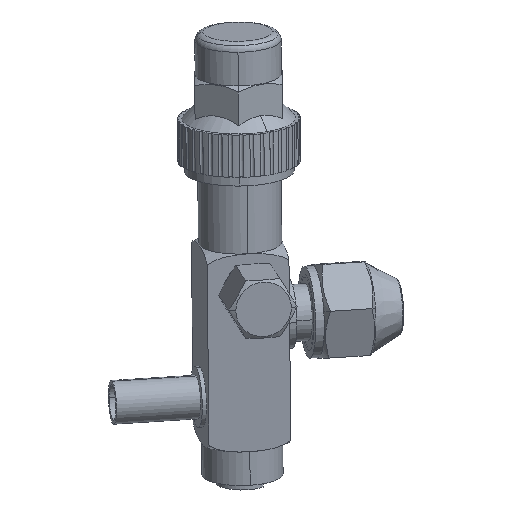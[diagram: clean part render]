
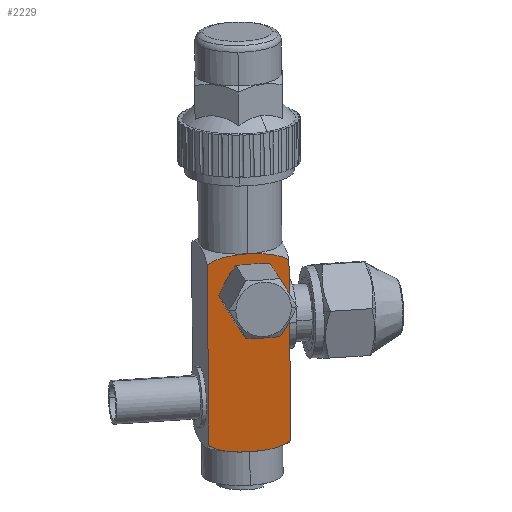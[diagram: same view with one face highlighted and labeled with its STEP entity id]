
A CAD part, left-side view. The second image highlights one B-rep face of the part: STEP entity #2229.
In plain terms, the highlighted face is planar.
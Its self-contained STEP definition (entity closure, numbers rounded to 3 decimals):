
#47=CARTESIAN_POINT('',(-9.5,2.,9.5));
#48=CARTESIAN_POINT('',(-9.5,1.685,8.96));
#49=CARTESIAN_POINT('',(-9.5,1.158,7.846));
#50=CARTESIAN_POINT('',(-9.5,0.616,6.108));
#51=CARTESIAN_POINT('',(-9.5,0.276,4.342));
#52=CARTESIAN_POINT('',(-9.5,0.09,2.578));
#53=CARTESIAN_POINT('',(-9.5,0.01,0.82));
#54=CARTESIAN_POINT('',(-9.5,0.012,-0.934));
#55=CARTESIAN_POINT('',(-9.5,0.095,-2.68));
#56=CARTESIAN_POINT('',(-9.5,0.285,-4.424));
#57=CARTESIAN_POINT('',(-9.5,0.625,-6.165));
#58=CARTESIAN_POINT('',(-9.5,1.161,-7.876));
#59=CARTESIAN_POINT('',(-9.5,1.677,-8.969));
#60=CARTESIAN_POINT('',(-9.5,1.984,-9.5));
#112=DIRECTION('',(0.,-1.,0.));
#113=VECTOR('',#112,43.);
#114=CARTESIAN_POINT('',(-9.5,45.,9.5));
#115=LINE('',#114,#113);
#184=CARTESIAN_POINT('',(-9.5,45.,-9.5));
#185=CARTESIAN_POINT('',(-9.5,45.28,-9.023));
#186=CARTESIAN_POINT('',(-9.5,45.762,-8.039));
#187=CARTESIAN_POINT('',(-9.5,46.29,-6.482));
#188=CARTESIAN_POINT('',(-9.5,46.646,-4.88));
#189=CARTESIAN_POINT('',(-9.5,46.863,-3.264));
#190=CARTESIAN_POINT('',(-9.5,46.977,-1.637));
#191=CARTESIAN_POINT('',(-9.5,47.,-0.547));
#192=CARTESIAN_POINT('',(-9.5,47.,0.));
#204=DIRECTION('',(0.,-1.,0.));
#205=VECTOR('',#204,43.016);
#206=CARTESIAN_POINT('',(-9.5,45.,-9.5));
#207=LINE('',#206,#205);
#208=CARTESIAN_POINT('',(-9.5,39.,0.));
#209=DIRECTION('',(1.,0.,0.));
#210=DIRECTION('',(0.,0.,1.));
#211=AXIS2_PLACEMENT_3D('',#208,#209,#210);
#213=CARTESIAN_POINT('',(-9.5,39.,0.));
#214=DIRECTION('',(1.,0.,0.));
#215=DIRECTION('',(0.,0.,-1.));
#216=AXIS2_PLACEMENT_3D('',#213,#214,#215);
#228=CARTESIAN_POINT('',(-9.5,47.,0.));
#229=CARTESIAN_POINT('',(-9.5,47.,0.546));
#230=CARTESIAN_POINT('',(-9.5,46.977,1.636));
#231=CARTESIAN_POINT('',(-9.5,46.863,3.263));
#232=CARTESIAN_POINT('',(-9.5,46.646,4.878));
#233=CARTESIAN_POINT('',(-9.5,46.29,6.481));
#234=CARTESIAN_POINT('',(-9.5,45.763,8.037));
#235=CARTESIAN_POINT('',(-9.5,45.28,9.023));
#236=CARTESIAN_POINT('',(-9.5,45.,9.5));
#1614=VERTEX_POINT('',#228);
#1615=VERTEX_POINT('',#236);
#1616=VERTEX_POINT('',#184);
#1617=CARTESIAN_POINT('',(-9.5,1.984,-9.5));
#1618=VERTEX_POINT('',#1617);
#1619=CARTESIAN_POINT('',(-9.5,2.,9.5));
#1620=VERTEX_POINT('',#1619);
#1911=CARTESIAN_POINT('',(-9.5,39.,-5.5));
#1913=VERTEX_POINT('',#1911);
#1915=CARTESIAN_POINT('',(-9.5,39.,5.5));
#1917=VERTEX_POINT('',#1915);
#2209=CARTESIAN_POINT('',(-9.5,0.,-9.5));
#2210=DIRECTION('',(-1.,0.,0.));
#2211=DIRECTION('',(0.,0.,1.));
#2212=AXIS2_PLACEMENT_3D('',#2209,#2210,#2211);
#2213=PLANE('',#2212);
#2215=ORIENTED_EDGE('',*,*,#2214,.T.);
#2216=ORIENTED_EDGE('',*,*,#2097,.T.);
#2217=ORIENTED_EDGE('',*,*,#2035,.T.);
#2219=ORIENTED_EDGE('',*,*,#2218,.F.);
#2220=ORIENTED_EDGE('',*,*,#2202,.T.);
#2221=EDGE_LOOP('',(#2215,#2216,#2217,#2219,#2220));
#2222=FACE_OUTER_BOUND('',#2221,.F.);
#2224=ORIENTED_EDGE('',*,*,#2223,.F.);
#2226=ORIENTED_EDGE('',*,*,#2225,.F.);
#2227=EDGE_LOOP('',(#2224,#2226));
#2228=FACE_BOUND('',#2227,.F.);
#2229=ADVANCED_FACE('',(#2222,#2228),#2213,.T.);
#61=B_SPLINE_CURVE_WITH_KNOTS('',3,(#47,#48,#49,#50,#51,#52,#53,#54,#55,#56,#57,
#58,#59,#60),.UNSPECIFIED.,.F.,.F.,(4,1,1,1,1,1,1,1,1,1,1,4),(0.,
0.091,0.182,0.273,0.364,
0.455,0.545,0.636,0.727,
0.818,0.909,1.),.UNSPECIFIED.);
#193=B_SPLINE_CURVE_WITH_KNOTS('',3,(#184,#185,#186,#187,#188,#189,#190,#191,
#192),.UNSPECIFIED.,.F.,.F.,(4,1,1,1,1,1,4),(0.,0.167,
0.333,0.5,0.667,0.833,1.),
.UNSPECIFIED.);
#212=CIRCLE('',#211,5.5);
#217=CIRCLE('',#216,5.5);
#237=B_SPLINE_CURVE_WITH_KNOTS('',3,(#228,#229,#230,#231,#232,#233,#234,#235,
#236),.UNSPECIFIED.,.F.,.F.,(4,1,1,1,1,1,4),(0.,0.167,
0.333,0.5,0.667,0.833,1.),
.UNSPECIFIED.);
#2035=EDGE_CURVE('',#1620,#1618,#61,.T.);
#2097=EDGE_CURVE('',#1615,#1620,#115,.T.);
#2202=EDGE_CURVE('',#1616,#1614,#193,.T.);
#2214=EDGE_CURVE('',#1614,#1615,#237,.T.);
#2218=EDGE_CURVE('',#1616,#1618,#207,.T.);
#2223=EDGE_CURVE('',#1917,#1913,#212,.T.);
#2225=EDGE_CURVE('',#1913,#1917,#217,.T.);
